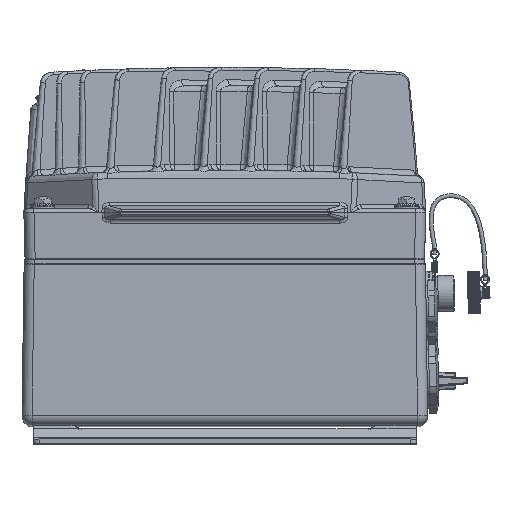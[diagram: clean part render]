
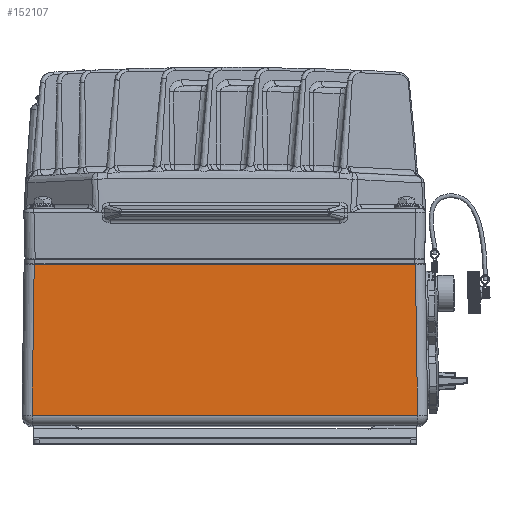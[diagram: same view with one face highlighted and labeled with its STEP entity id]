
A CAD part, top view. The second image highlights one B-rep face of the part: STEP entity #152107.
In plain terms, the highlighted planar face has unit normal (0, 0.014, 1).
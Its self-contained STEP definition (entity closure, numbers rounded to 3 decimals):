
#28097=CARTESIAN_POINT('',(-94.388,79.704,
198.887));
#28099=DIRECTION('',(1.,0.,0.));
#28100=VECTOR('',#28099,188.775);
#28101=CARTESIAN_POINT('',(-94.388,79.704,
198.887));
#28102=LINE('',#28101,#28100);
#28103=DIRECTION('',(0.014,-1.,0.014));
#28104=VECTOR('',#28103,74.649);
#28105=CARTESIAN_POINT('',(94.388,79.704,198.887));
#28106=LINE('',#28105,#28104);
#28107=DIRECTION('',(-1.,0.,0.));
#28108=VECTOR('',#28107,190.859);
#28109=CARTESIAN_POINT('',(95.43,5.07,199.929));
#28110=LINE('',#28109,#28108);
#28111=DIRECTION('',(-0.014,-1.,0.014));
#28112=VECTOR('',#28111,74.649);
#28113=CARTESIAN_POINT('',(-94.388,79.704,
198.887));
#28114=LINE('',#28113,#28112);
#100333=CARTESIAN_POINT('',(95.43,5.07,
199.929));
#100334=CARTESIAN_POINT('',(-95.43,5.07,
199.929));
#100335=VERTEX_POINT('',#100333);
#100336=VERTEX_POINT('',#100334);
#100424=VERTEX_POINT('',#28097);
#100425=CARTESIAN_POINT('',(94.388,79.704,
198.887));
#100426=VERTEX_POINT('',#100425);
#152094=CARTESIAN_POINT('',(-106.396,0.,200.));
#152095=DIRECTION('',(0.,0.014,1.));
#152096=DIRECTION('',(-1.,0.,0.));
#152097=AXIS2_PLACEMENT_3D('',#152094,#152095,#152096);
#152098=PLANE('',#152097);
#152099=ORIENTED_EDGE('',*,*,#151821,.T.);
#152101=ORIENTED_EDGE('',*,*,#152100,.T.);
#152103=ORIENTED_EDGE('',*,*,#152102,.T.);
#152104=ORIENTED_EDGE('',*,*,#152079,.F.);
#152105=EDGE_LOOP('',(#152099,#152101,#152103,#152104));
#152106=FACE_OUTER_BOUND('',#152105,.F.);
#152107=ADVANCED_FACE('',(#152106),#152098,.T.);
#151821=EDGE_CURVE('',#100424,#100426,#28102,.T.);
#152079=EDGE_CURVE('',#100424,#100336,#28114,.T.);
#152100=EDGE_CURVE('',#100426,#100335,#28106,.T.);
#152102=EDGE_CURVE('',#100335,#100336,#28110,.T.);
